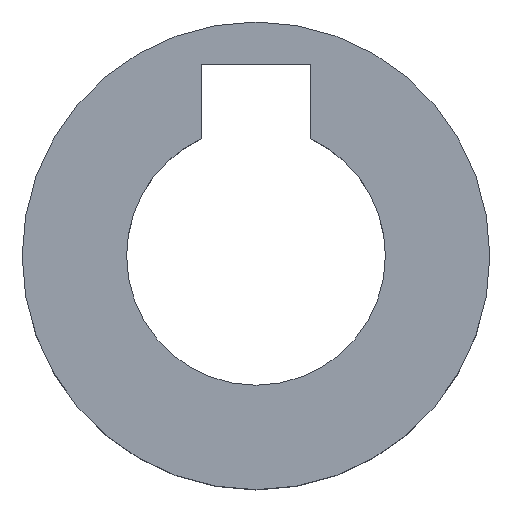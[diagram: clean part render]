
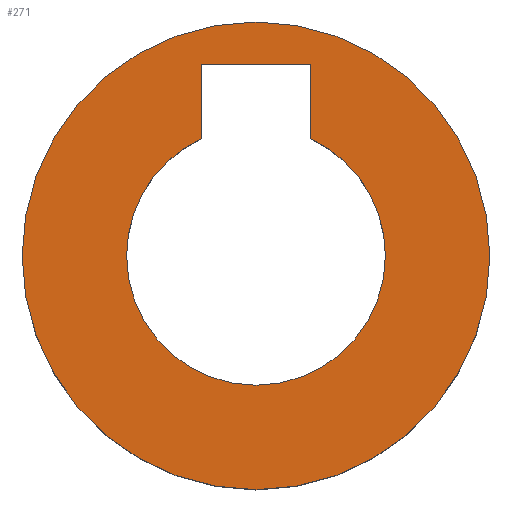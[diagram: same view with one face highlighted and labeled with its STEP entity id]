
A CAD part, top view. The second image highlights one B-rep face of the part: STEP entity #271.
In plain terms, the highlighted planar face has unit normal (0, 0, 1).
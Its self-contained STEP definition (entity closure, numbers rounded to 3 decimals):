
#4 = VERTEX_POINT ( 'NONE', #42 ) ;
#6 = VERTEX_POINT ( 'NONE', #304 ) ;
#9 = EDGE_CURVE ( 'NONE', #4, #6, #364, .T. ) ;
#14 = DIRECTION ( 'NONE',  ( 1., 0., 0. ) ) ;
#21 = EDGE_CURVE ( 'NONE', #273, #289, #298, .T. ) ;
#25 = VECTOR ( 'NONE', #104, 1000. ) ;
#28 = EDGE_CURVE ( 'NONE', #348, #302, #75, .T. ) ;
#30 = CARTESIAN_POINT ( 'NONE',  ( 0., 6.15, 5.5 ) ) ;
#35 = ORIENTED_EDGE ( 'NONE', *, *, #9, .F. ) ;
#39 = EDGE_CURVE ( 'NONE', #318, #51, #373, .T. ) ;
#42 = CARTESIAN_POINT ( 'NONE',  ( 1.75, 3.763, 5.5 ) ) ;
#48 = FACE_BOUND ( 'NONE', #87, .T. ) ;
#51 = VERTEX_POINT ( 'NONE', #338 ) ;
#55 = CARTESIAN_POINT ( 'NONE',  ( -7.5, 0., 5.5 ) ) ;
#71 = DIRECTION ( 'NONE',  ( 1., 0., 0. ) ) ;
#75 = LINE ( 'NONE', #245, #366 ) ;
#77 = DIRECTION ( 'NONE',  ( 0., 0., 1. ) ) ;
#84 = EDGE_CURVE ( 'NONE', #51, #4, #136, .T. ) ;
#85 = PLANE ( 'NONE',  #246 ) ;
#87 = EDGE_LOOP ( 'NONE', ( #89, #185, #96, #35, #113, #230 ) ) ;
#89 = ORIENTED_EDGE ( 'NONE', *, *, #200, .F. ) ;
#96 = ORIENTED_EDGE ( 'NONE', *, *, #380, .T. ) ;
#101 = CIRCLE ( 'NONE', #169, 4.15 ) ;
#103 = DIRECTION ( 'NONE',  ( 0., 1., 0. ) ) ;
#104 = DIRECTION ( 'NONE',  ( 0., 1., 0. ) ) ;
#107 = DIRECTION ( 'NONE',  ( 0., 0., 1. ) ) ;
#109 = DIRECTION ( 'NONE',  ( 1., 0., 0. ) ) ;
#113 = ORIENTED_EDGE ( 'NONE', *, *, #84, .F. ) ;
#119 = DIRECTION ( 'NONE',  ( 1., 0., 0. ) ) ;
#127 = CARTESIAN_POINT ( 'NONE',  ( 1.75, 0., 5.5 ) ) ;
#128 = AXIS2_PLACEMENT_3D ( 'NONE', #221, #191, #157 ) ;
#130 = EDGE_CURVE ( 'NONE', #289, #273, #355, .T. ) ;
#136 = CIRCLE ( 'NONE', #128, 4.15 ) ;
#139 = CARTESIAN_POINT ( 'NONE',  ( 7.5, 0., 5.5 ) ) ;
#157 = DIRECTION ( 'NONE',  ( 1., 0., 0. ) ) ;
#159 = ORIENTED_EDGE ( 'NONE', *, *, #130, .T. ) ;
#168 = CARTESIAN_POINT ( 'NONE',  ( 0., 0., 5.5 ) ) ;
#169 = AXIS2_PLACEMENT_3D ( 'NONE', #252, #107, #109 ) ;
#173 = DIRECTION ( 'NONE',  ( 0., 0., 1. ) ) ;
#175 = FACE_OUTER_BOUND ( 'NONE', #376, .T. ) ;
#185 = ORIENTED_EDGE ( 'NONE', *, *, #28, .T. ) ;
#188 = DIRECTION ( 'NONE',  ( 1., 0., 0. ) ) ;
#191 = DIRECTION ( 'NONE',  ( 0., 0., 1. ) ) ;
#192 = CARTESIAN_POINT ( 'NONE',  ( 0., 0., 5.5 ) ) ;
#194 = CARTESIAN_POINT ( 'NONE',  ( 0., 0., 5.5 ) ) ;
#200 = EDGE_CURVE ( 'NONE', #348, #318, #101, .T. ) ;
#205 = CARTESIAN_POINT ( 'NONE',  ( -4.15, 0., 5.5 ) ) ;
#215 = DIRECTION ( 'NONE',  ( 0., 0., 1. ) ) ;
#221 = CARTESIAN_POINT ( 'NONE',  ( 0., 0., 5.5 ) ) ;
#230 = ORIENTED_EDGE ( 'NONE', *, *, #39, .F. ) ;
#232 = ORIENTED_EDGE ( 'NONE', *, *, #21, .T. ) ;
#235 = LINE ( 'NONE', #30, #350 ) ;
#243 = DIRECTION ( 'NONE',  ( 0., 0., 1. ) ) ;
#245 = CARTESIAN_POINT ( 'NONE',  ( -1.75, 0., 5.5 ) ) ;
#246 = AXIS2_PLACEMENT_3D ( 'NONE', #168, #173, #365 ) ;
#252 = CARTESIAN_POINT ( 'NONE',  ( 0., 0., 5.5 ) ) ;
#271 = ADVANCED_FACE ( 'NONE', ( #48, #175 ), #85, .T. ) ;
#273 = VERTEX_POINT ( 'NONE', #139 ) ;
#274 = CARTESIAN_POINT ( 'NONE',  ( 0., 0., 5.5 ) ) ;
#275 = AXIS2_PLACEMENT_3D ( 'NONE', #192, #215, #71 ) ;
#289 = VERTEX_POINT ( 'NONE', #55 ) ;
#298 = CIRCLE ( 'NONE', #324, 7.5 ) ;
#302 = VERTEX_POINT ( 'NONE', #375 ) ;
#304 = CARTESIAN_POINT ( 'NONE',  ( 1.75, 6.15, 5.5 ) ) ;
#318 = VERTEX_POINT ( 'NONE', #205 ) ;
#320 = CARTESIAN_POINT ( 'NONE',  ( -1.75, 3.763, 5.5 ) ) ;
#324 = AXIS2_PLACEMENT_3D ( 'NONE', #194, #77, #14 ) ;
#338 = CARTESIAN_POINT ( 'NONE',  ( 4.15, 0., 5.5 ) ) ;
#348 = VERTEX_POINT ( 'NONE', #320 ) ;
#350 = VECTOR ( 'NONE', #119, 1000. ) ;
#355 = CIRCLE ( 'NONE', #382, 7.5 ) ;
#364 = LINE ( 'NONE', #127, #25 ) ;
#365 = DIRECTION ( 'NONE',  ( 1., 0., 0. ) ) ;
#366 = VECTOR ( 'NONE', #103, 1000. ) ;
#373 = CIRCLE ( 'NONE', #275, 4.15 ) ;
#375 = CARTESIAN_POINT ( 'NONE',  ( -1.75, 6.15, 5.5 ) ) ;
#376 = EDGE_LOOP ( 'NONE', ( #159, #232 ) ) ;
#380 = EDGE_CURVE ( 'NONE', #302, #6, #235, .T. ) ;
#382 = AXIS2_PLACEMENT_3D ( 'NONE', #274, #243, #188 ) ;
